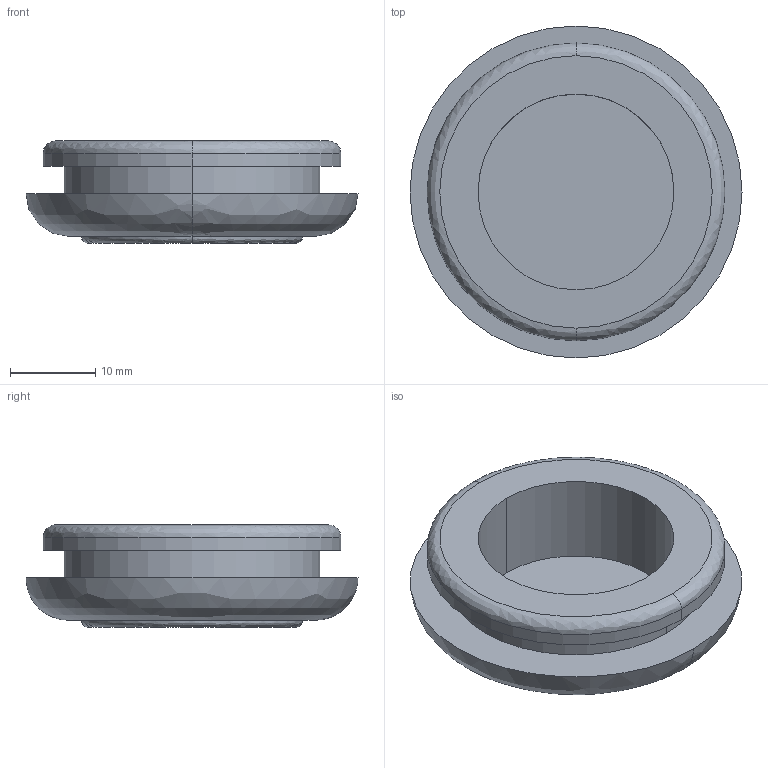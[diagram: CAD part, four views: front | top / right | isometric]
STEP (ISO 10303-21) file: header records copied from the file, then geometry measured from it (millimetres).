
FILE_DESCRIPTION( (''), '2;1');
FILE_NAME ('PC50.12492.TM_MG_8_CRUL_17802.stp','2019-12-19T14:50:51',(''),(''),'spGate 15.6.1','','');
FILE_SCHEMA (('AUTOMOTIVE_DESIGN'));
Length unit declared in the file: millimetre
Products named in the file (2): Assembly; grommet
Assembly tree (1 placements, depth 2):
  Assembly
    grommet
Bounding box: 39 x 39 x 12 mm (x, y, z)
Volume: 6082.1 mm3; surface area: 4646.9 mm2
Topology: 1 solids, 1 shells, 22 faces, 42 edges, 26 vertices
Faces by surface type: cylinder 10, plane 6, bspline 6
Entity records: 1100 total; most frequent: CARTESIAN_POINT 284, DIRECTION 84, ORIENTED_EDGE 84, COLOUR_RGB 65, PRESENTATION_STYLE_ASSIGNMENT 65, STYLED_ITEM 65, AXIS2_PLACEMENT_3D 42, EDGE_CURVE 42
